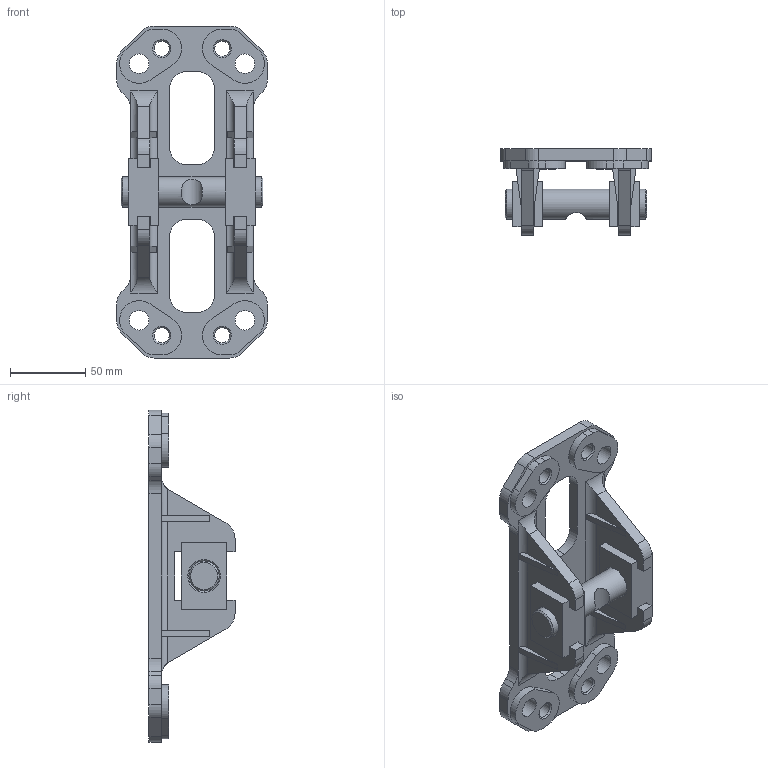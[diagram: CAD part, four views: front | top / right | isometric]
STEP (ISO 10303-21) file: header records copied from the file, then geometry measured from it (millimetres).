
FILE_DESCRIPTION(/* description */ ('STEP AP214'),/* implementation_level */ '2;1');
FILE_NAME(/* name */ '8001415_DARD-L1-80-S',/* time_stamp */ '2024-08-14T14:52:42+02:00',/* author */ ('License CC BY-ND 4.0'),/* organization */ ('CADENAS'),/* preprocessor_version */ 'ST-DEVELOPER v19.3',/* originating_system */ 'PARTsolutions',/* authorisation */ ' ');
FILE_SCHEMA (('AUTOMOTIVE_DESIGN {1 0 10303 214 3 1 1}'));
Length unit declared in the file: millimetre
Products named in the file (4): 8001415 DARD-L1-80-S; 337778 FKP-80/100; 342959 FKP-80/100; 337779 FKP-80/100
Assembly tree (4 placements, depth 2):
  8001415 DARD-L1-80-S
    337778 FKP-80/100
    342959 FKP-80/100  x2
    337779 FKP-80/100
Bounding box: 100 x 57 x 220 mm (x, y, z)
Volume: 245581.3 mm3; surface area: 76929.4 mm2
Topology: 4 solids, 4 shells, 201 faces, 536 edges, 349 vertices
Faces by surface type: plane 115, cylinder 68, cone 14, torus 4
Full cylindrical faces by diameter (mm): 10.106 x4, 13 x4, 20 x3
Entity records: 5837 total; most frequent: CARTESIAN_POINT 1048, DIRECTION 992, ORIENTED_EDGE 942, EDGE_CURVE 471, AXIS2_PLACEMENT_3D 341, VERTEX_POINT 321, LINE 310, VECTOR 310
